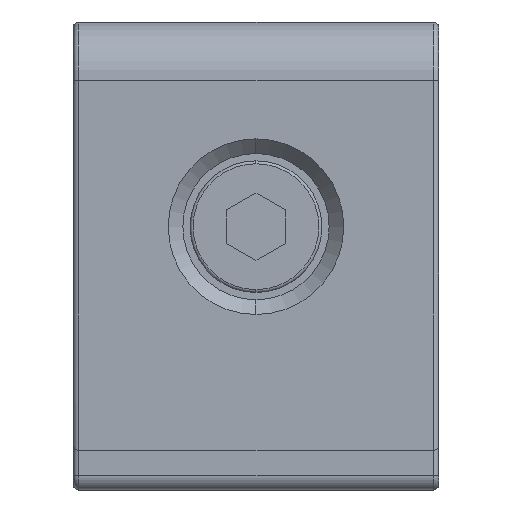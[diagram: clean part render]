
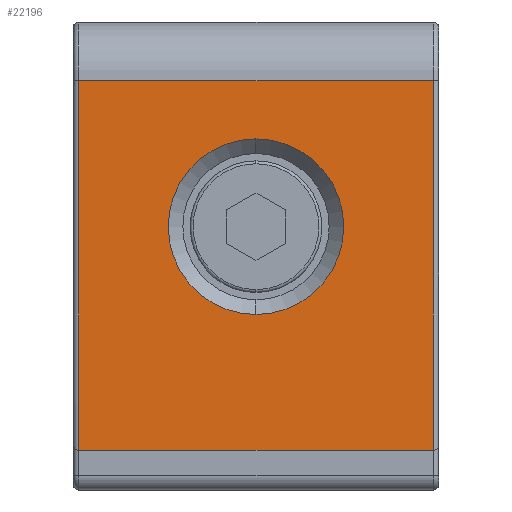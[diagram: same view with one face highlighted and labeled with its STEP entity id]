
A CAD part, left-side view. The second image highlights one B-rep face of the part: STEP entity #22196.
In plain terms, the highlighted planar face has unit normal (-1, 0, 0).
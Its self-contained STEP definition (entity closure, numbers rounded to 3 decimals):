
#902 = FACE_OUTER_BOUND ( 'NONE', #16580, .T. ) ;
#1122 = FACE_BOUND ( 'NONE', #19467, .T. ) ;
#2435 = CARTESIAN_POINT ( 'NONE',  ( -40.375, 1.415, -1.998 ) ) ;
#2507 = VERTEX_POINT ( 'NONE', #14058 ) ;
#3701 = CARTESIAN_POINT ( 'NONE',  ( -40.375, -4.835, -6.64 ) ) ;
#3971 = LINE ( 'NONE', #13454, #18838 ) ;
#4524 = PLANE ( 'NONE',  #19016 ) ;
#5003 = ORIENTED_EDGE ( 'NONE', *, *, #8489, .T. ) ;
#5176 = LINE ( 'NONE', #3701, #18118 ) ;
#5291 = VERTEX_POINT ( 'NONE', #14154 ) ;
#5388 = EDGE_CURVE ( 'NONE', #22210, #2507, #5176, .T. ) ;
#5479 = CIRCLE ( 'NONE', #20663, 3. ) ;
#5721 = ORIENTED_EDGE ( 'NONE', *, *, #17896, .T. ) ;
#6845 = DIRECTION ( 'NONE',  ( 0., 0., -1. ) ) ;
#7102 = CARTESIAN_POINT ( 'NONE',  ( -40.375, 1.415, 1.002 ) ) ;
#7530 = VERTEX_POINT ( 'NONE', #17284 ) ;
#7707 = CARTESIAN_POINT ( 'NONE',  ( -40.375, 7.665, 2.502 ) ) ;
#8489 = EDGE_CURVE ( 'NONE', #7530, #18101, #5479, .T. ) ;
#8916 = EDGE_CURVE ( 'NONE', #22210, #14264, #18573, .T. ) ;
#9817 = VECTOR ( 'NONE', #10036, 1000. ) ;
#9928 = DIRECTION ( 'NONE',  ( 1., 0., 0. ) ) ;
#9933 = CARTESIAN_POINT ( 'NONE',  ( -40.375, -4.635, 2.502 ) ) ;
#10036 = DIRECTION ( 'NONE',  ( 0., 0., -1. ) ) ;
#10535 = LINE ( 'NONE', #17470, #9817 ) ;
#10787 = VECTOR ( 'NONE', #11419, 1000. ) ;
#11419 = DIRECTION ( 'NONE',  ( 0., 0., 1. ) ) ;
#12211 = DIRECTION ( 'NONE',  ( 1., 0., 0. ) ) ;
#12533 = ORIENTED_EDGE ( 'NONE', *, *, #8916, .T. ) ;
#12933 = DIRECTION ( 'NONE',  ( 1., 0., 0. ) ) ;
#13454 = CARTESIAN_POINT ( 'NONE',  ( -40.375, 7.665, 5.998 ) ) ;
#13919 = DIRECTION ( 'NONE',  ( 0., 0., -1. ) ) ;
#14058 = CARTESIAN_POINT ( 'NONE',  ( -40.375, 7.465, -6.64 ) ) ;
#14154 = CARTESIAN_POINT ( 'NONE',  ( -40.375, 7.465, 5.998 ) ) ;
#14264 = VERTEX_POINT ( 'NONE', #18609 ) ;
#14829 = EDGE_CURVE ( 'NONE', #18101, #7530, #18710, .T. ) ;
#15621 = ORIENTED_EDGE ( 'NONE', *, *, #5388, .F. ) ;
#15972 = EDGE_CURVE ( 'NONE', #14264, #5291, #3971, .T. ) ;
#16546 = AXIS2_PLACEMENT_3D ( 'NONE', #20731, #9928, #6845 ) ;
#16580 = EDGE_LOOP ( 'NONE', ( #16994, #5721, #15621, #12533 ) ) ;
#16994 = ORIENTED_EDGE ( 'NONE', *, *, #15972, .T. ) ;
#17284 = CARTESIAN_POINT ( 'NONE',  ( -40.375, 1.415, 4.002 ) ) ;
#17470 = CARTESIAN_POINT ( 'NONE',  ( -40.375, 7.465, -6.64 ) ) ;
#17896 = EDGE_CURVE ( 'NONE', #5291, #2507, #10535, .T. ) ;
#18101 = VERTEX_POINT ( 'NONE', #2435 ) ;
#18118 = VECTOR ( 'NONE', #19028, 1000. ) ;
#18573 = LINE ( 'NONE', #9933, #10787 ) ;
#18609 = CARTESIAN_POINT ( 'NONE',  ( -40.375, -4.635, 5.998 ) ) ;
#18710 = CIRCLE ( 'NONE', #16546, 3. ) ;
#18838 = VECTOR ( 'NONE', #21662, 1000. ) ;
#19016 = AXIS2_PLACEMENT_3D ( 'NONE', #7707, #12933, #19985 ) ;
#19028 = DIRECTION ( 'NONE',  ( 0., 1., 0. ) ) ;
#19467 = EDGE_LOOP ( 'NONE', ( #5003, #22370 ) ) ;
#19985 = DIRECTION ( 'NONE',  ( 0., 1., 0. ) ) ;
#20663 = AXIS2_PLACEMENT_3D ( 'NONE', #7102, #12211, #13919 ) ;
#20731 = CARTESIAN_POINT ( 'NONE',  ( -40.375, 1.415, 1.002 ) ) ;
#21584 = CARTESIAN_POINT ( 'NONE',  ( -40.375, -4.635, -6.64 ) ) ;
#21662 = DIRECTION ( 'NONE',  ( 0., 1., 0. ) ) ;
#22196 = ADVANCED_FACE ( 'NONE', ( #1122, #902 ), #4524, .F. ) ;
#22210 = VERTEX_POINT ( 'NONE', #21584 ) ;
#22370 = ORIENTED_EDGE ( 'NONE', *, *, #14829, .T. ) ;
